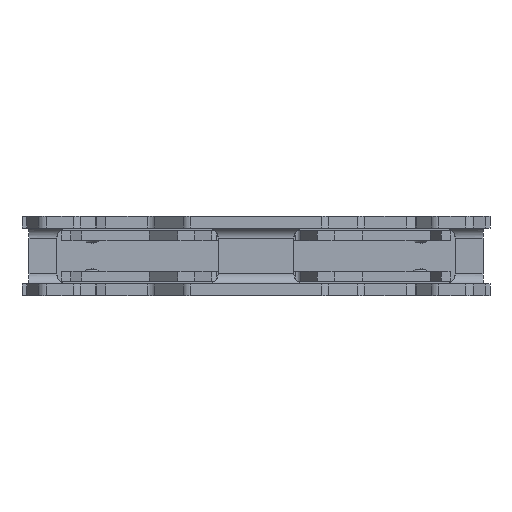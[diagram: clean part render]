
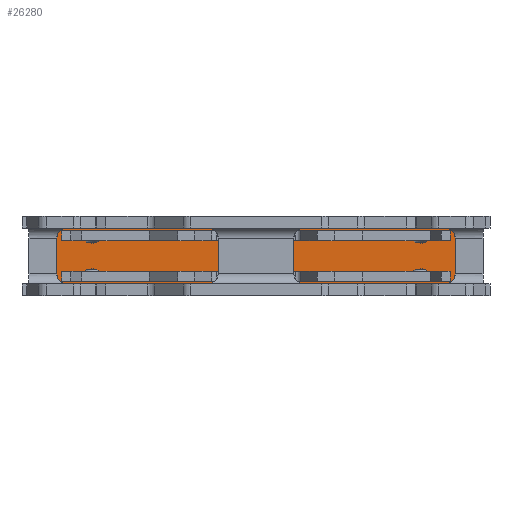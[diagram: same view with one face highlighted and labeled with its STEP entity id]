
A CAD part, front view. The second image highlights one B-rep face of the part: STEP entity #26280.
In plain terms, the highlighted face is planar.
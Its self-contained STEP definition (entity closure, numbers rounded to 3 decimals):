
#7490=CARTESIAN_POINT('',(-20.2,0.,4.));
#7500=VERTEX_POINT('',#7490);
#7530=CARTESIAN_POINT('',(0.,0.,4.));
#7540=DIRECTION('',(1.,-0.,0.));
#7550=VECTOR('',#7540,1.);
#7560=LINE('',#7530,#7550);
#7570=CARTESIAN_POINT('',(20.2,0.,4.));
#7580=VERTEX_POINT('',#7570);
#7590=EDGE_CURVE('',#7500,#7580,#7560,.T.);
#13650=CARTESIAN_POINT('',(-20.2,0.,0.));
#13660=VERTEX_POINT('',#13650);
#13690=CARTESIAN_POINT('',(-20.2,0.,0.));
#13700=DIRECTION('',(0.,0.,1.));
#13710=VECTOR('',#13700,1.);
#13720=LINE('',#13690,#13710);
#13730=EDGE_CURVE('',#13660,#7500,#13720,.T.);
#17250=CARTESIAN_POINT('',(-20.2,0.,-4.));
#17260=VERTEX_POINT('',#17250);
#17290=CARTESIAN_POINT('',(-20.2,0.,-4.));
#17300=DIRECTION('',(0.,0.,1.));
#17310=VECTOR('',#17300,1.);
#17320=LINE('',#17290,#17310);
#17330=EDGE_CURVE('',#17260,#13660,#17320,.T.);
#23080=CARTESIAN_POINT('',(20.2,0.,-4.));
#23090=DIRECTION('',(0.,0.,1.));
#23100=VECTOR('',#23090,1.);
#23110=LINE('',#23080,#23100);
#23120=CARTESIAN_POINT('',(20.2,0.,-4.));
#23130=VERTEX_POINT('',#23120);
#23140=CARTESIAN_POINT('',(20.2,0.,0.));
#23150=VERTEX_POINT('',#23140);
#23160=EDGE_CURVE('',#23130,#23150,#23110,.T.);
#24540=CARTESIAN_POINT('',(24.223,0.,
4.8));
#24550=DIRECTION('',(0.,1.,-0.));
#24560=DIRECTION('',(-1.,0.,-0.));
#24570=AXIS2_PLACEMENT_3D('',#24540,#24550,#24560);
#24580=PLANE('',#24570);
#24590=ORIENTED_EDGE('',*,*,#13730,.T.);
#24600=ORIENTED_EDGE('',*,*,#17330,.T.);
#24610=CARTESIAN_POINT('',(0.,0.,-4.));
#24620=DIRECTION('',(1.,-0.,0.));
#24630=VECTOR('',#24620,1.);
#24640=LINE('',#24610,#24630);
#24650=EDGE_CURVE('',#17260,#23130,#24640,.T.);
#24660=ORIENTED_EDGE('',*,*,#24650,.F.);
#24670=ORIENTED_EDGE('',*,*,#23160,.F.);
#24680=CARTESIAN_POINT('',(20.2,0.,0.));
#24690=DIRECTION('',(0.,0.,1.));
#24700=VECTOR('',#24690,1.);
#24710=LINE('',#24680,#24700);
#24720=EDGE_CURVE('',#23150,#7580,#24710,.T.);
#24730=ORIENTED_EDGE('',*,*,#24720,.F.);
#24740=ORIENTED_EDGE('',*,*,#7590,.T.);
#24750=EDGE_LOOP('',(#24740,#24730,#24670,#24660,#24600,#24590));
#24760=FACE_OUTER_BOUND('',#24750,.T.);
#24770=CARTESIAN_POINT('',(0.,0.,-2.55));
#24780=DIRECTION('',(-1.,0.,0.));
#24790=VECTOR('',#24780,1.);
#24800=LINE('',#24770,#24790);
#24810=CARTESIAN_POINT('',(-2.3,0.,
-2.55));
#24820=VERTEX_POINT('',#24810);
#24830=CARTESIAN_POINT('',(-19.5,0.,
-2.55));
#24840=VERTEX_POINT('',#24830);
#24850=EDGE_CURVE('',#24820,#24840,#24800,.T.);
#24860=ORIENTED_EDGE('',*,*,#24850,.F.);
#24870=CARTESIAN_POINT('',(-19.5,0.,0.));
#24880=DIRECTION('',(0.,0.,1.));
#24890=VECTOR('',#24880,1.);
#24900=LINE('',#24870,#24890);
#24910=CARTESIAN_POINT('',(-19.5,0.,
-1.55));
#24920=VERTEX_POINT('',#24910);
#24930=EDGE_CURVE('',#24840,#24920,#24900,.T.);
#24940=ORIENTED_EDGE('',*,*,#24930,.F.);
#24950=CARTESIAN_POINT('',(0.,0.,-1.55));
#24960=DIRECTION('',(1.,0.,0.));
#24970=VECTOR('',#24960,1.);
#24980=LINE('',#24950,#24970);
#24990=CARTESIAN_POINT('',(-2.3,0.,
-1.55));
#25000=VERTEX_POINT('',#24990);
#25010=EDGE_CURVE('',#24920,#25000,#24980,.T.);
#25020=ORIENTED_EDGE('',*,*,#25010,.F.);
#25030=CARTESIAN_POINT('',(-2.3,0.,0.));
#25040=DIRECTION('',(0.,-0.,-1.));
#25050=VECTOR('',#25040,1.);
#25060=LINE('',#25030,#25050);
#25070=EDGE_CURVE('',#25000,#24820,#25060,.T.);
#25080=ORIENTED_EDGE('',*,*,#25070,.F.);
#25090=EDGE_LOOP('',(#25080,#25020,#24940,#24860));
#25100=FACE_BOUND('',#25090,.T.);
#25110=CARTESIAN_POINT('',(0.,0.,
0.));
#25120=DIRECTION('',(0.,-1.,0.));
#25130=DIRECTION('',(-1.,0.,0.));
#25140=AXIS2_PLACEMENT_3D('',#25110,#25120,#25130);
#25150=CIRCLE('',#25140,2.);
#25160=CARTESIAN_POINT('',(2.,0.,
0.));
#25170=VERTEX_POINT('',#25160);
#25180=CARTESIAN_POINT('',(-2.,0.,
0.));
#25190=VERTEX_POINT('',#25180);
#25200=EDGE_CURVE('',#25170,#25190,#25150,.T.);
#25210=ORIENTED_EDGE('',*,*,#25200,.T.);
#25220=EDGE_CURVE('',#25190,#25170,#25150,.T.);
#25230=ORIENTED_EDGE('',*,*,#25220,.T.);
#25240=EDGE_LOOP('',(#25230,#25210));
#25250=FACE_BOUND('',#25240,.T.);
#25260=CARTESIAN_POINT('',(2.3,0.,0.));
#25270=DIRECTION('',(0.,0.,1.));
#25280=VECTOR('',#25270,1.);
#25290=LINE('',#25260,#25280);
#25300=CARTESIAN_POINT('',(2.3,0.,
1.55));
#25310=VERTEX_POINT('',#25300);
#25320=CARTESIAN_POINT('',(2.3,0.,
2.55));
#25330=VERTEX_POINT('',#25320);
#25340=EDGE_CURVE('',#25310,#25330,#25290,.T.);
#25350=ORIENTED_EDGE('',*,*,#25340,.F.);
#25360=CARTESIAN_POINT('',(0.,0.,2.55));
#25370=DIRECTION('',(1.,0.,0.));
#25380=VECTOR('',#25370,1.);
#25390=LINE('',#25360,#25380);
#25400=CARTESIAN_POINT('',(19.5,0.,
2.55));
#25410=VERTEX_POINT('',#25400);
#25420=EDGE_CURVE('',#25330,#25410,#25390,.T.);
#25430=ORIENTED_EDGE('',*,*,#25420,.F.);
#25440=CARTESIAN_POINT('',(19.5,0.,0.));
#25450=DIRECTION('',(0.,0.,-1.));
#25460=VECTOR('',#25450,1.);
#25470=LINE('',#25440,#25460);
#25480=CARTESIAN_POINT('',(19.5,0.,
1.55));
#25490=VERTEX_POINT('',#25480);
#25500=EDGE_CURVE('',#25410,#25490,#25470,.T.);
#25510=ORIENTED_EDGE('',*,*,#25500,.F.);
#25520=CARTESIAN_POINT('',(0.,0.,1.55));
#25530=DIRECTION('',(1.,0.,-0.));
#25540=VECTOR('',#25530,1.);
#25550=LINE('',#25520,#25540);
#25560=EDGE_CURVE('',#25310,#25490,#25550,.T.);
#25570=ORIENTED_EDGE('',*,*,#25560,.T.);
#25580=EDGE_LOOP('',(#25570,#25510,#25430,#25350));
#25590=FACE_BOUND('',#25580,.T.);
#25600=CARTESIAN_POINT('',(-2.3,0.,0.));
#25610=DIRECTION('',(0.,0.,-1.));
#25620=VECTOR('',#25610,1.);
#25630=LINE('',#25600,#25620);
#25640=CARTESIAN_POINT('',(-2.3,0.,
2.55));
#25650=VERTEX_POINT('',#25640);
#25660=CARTESIAN_POINT('',(-2.3,0.,
1.55));
#25670=VERTEX_POINT('',#25660);
#25680=EDGE_CURVE('',#25650,#25670,#25630,.T.);
#25690=ORIENTED_EDGE('',*,*,#25680,.F.);
#25700=CARTESIAN_POINT('',(0.,0.,1.55));
#25710=DIRECTION('',(1.,0.,-0.));
#25720=VECTOR('',#25710,1.);
#25730=LINE('',#25700,#25720);
#25740=CARTESIAN_POINT('',(-19.5,0.,
1.55));
#25750=VERTEX_POINT('',#25740);
#25760=EDGE_CURVE('',#25750,#25670,#25730,.T.);
#25770=ORIENTED_EDGE('',*,*,#25760,.T.);
#25780=CARTESIAN_POINT('',(-19.5,0.,0.));
#25790=DIRECTION('',(0.,0.,1.));
#25800=VECTOR('',#25790,1.);
#25810=LINE('',#25780,#25800);
#25820=CARTESIAN_POINT('',(-19.5,0.,
2.55));
#25830=VERTEX_POINT('',#25820);
#25840=EDGE_CURVE('',#25750,#25830,#25810,.T.);
#25850=ORIENTED_EDGE('',*,*,#25840,.F.);
#25860=CARTESIAN_POINT('',(0.,0.,2.55));
#25870=DIRECTION('',(1.,0.,0.));
#25880=VECTOR('',#25870,1.);
#25890=LINE('',#25860,#25880);
#25900=EDGE_CURVE('',#25830,#25650,#25890,.T.);
#25910=ORIENTED_EDGE('',*,*,#25900,.F.);
#25920=EDGE_LOOP('',(#25910,#25850,#25770,#25690));
#25930=FACE_BOUND('',#25920,.T.);
#25940=CARTESIAN_POINT('',(19.5,0.,0.));
#25950=DIRECTION('',(0.,-0.,-1.));
#25960=VECTOR('',#25950,1.);
#25970=LINE('',#25940,#25960);
#25980=CARTESIAN_POINT('',(19.5,0.,
-1.55));
#25990=VERTEX_POINT('',#25980);
#26000=CARTESIAN_POINT('',(19.5,0.,
-2.55));
#26010=VERTEX_POINT('',#26000);
#26020=EDGE_CURVE('',#25990,#26010,#25970,.T.);
#26030=ORIENTED_EDGE('',*,*,#26020,.F.);
#26040=CARTESIAN_POINT('',(0.,0.,-2.55));
#26050=DIRECTION('',(-1.,0.,0.));
#26060=VECTOR('',#26050,1.);
#26070=LINE('',#26040,#26060);
#26080=CARTESIAN_POINT('',(2.3,0.,
-2.55));
#26090=VERTEX_POINT('',#26080);
#26100=EDGE_CURVE('',#26010,#26090,#26070,.T.);
#26110=ORIENTED_EDGE('',*,*,#26100,.F.);
#26120=CARTESIAN_POINT('',(2.3,0.,0.));
#26130=DIRECTION('',(0.,0.,1.));
#26140=VECTOR('',#26130,1.);
#26150=LINE('',#26120,#26140);
#26160=CARTESIAN_POINT('',(2.3,0.,
-1.55));
#26170=VERTEX_POINT('',#26160);
#26180=EDGE_CURVE('',#26090,#26170,#26150,.T.);
#26190=ORIENTED_EDGE('',*,*,#26180,.F.);
#26200=CARTESIAN_POINT('',(0.,0.,-1.55));
#26210=DIRECTION('',(1.,0.,0.));
#26220=VECTOR('',#26210,1.);
#26230=LINE('',#26200,#26220);
#26240=EDGE_CURVE('',#26170,#25990,#26230,.T.);
#26250=ORIENTED_EDGE('',*,*,#26240,.F.);
#26260=EDGE_LOOP('',(#26250,#26190,#26110,#26030));
#26270=FACE_BOUND('',#26260,.T.);
#26280=ADVANCED_FACE('',(#24760,#25100,#25250,#25590,#25930,#26270),
#24580,.T.);
